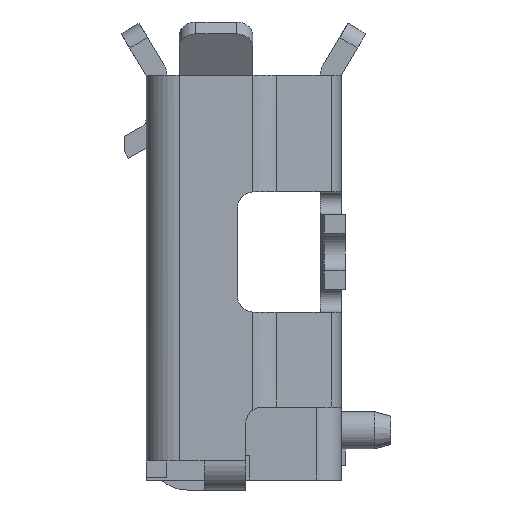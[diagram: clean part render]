
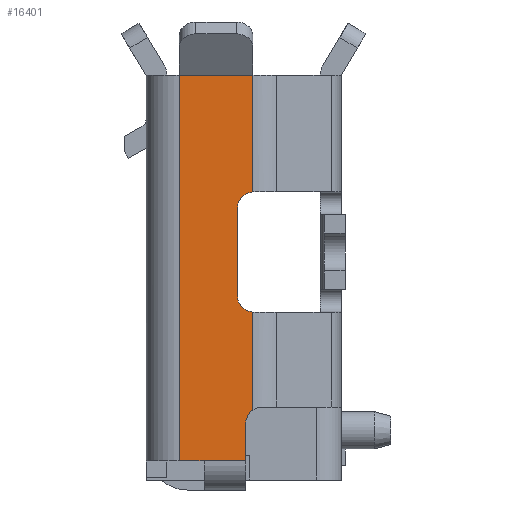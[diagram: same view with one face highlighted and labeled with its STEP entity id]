
A CAD part, left-side view. The second image highlights one B-rep face of the part: STEP entity #16401.
In plain terms, the highlighted planar face has unit normal (-1, 0, 0).
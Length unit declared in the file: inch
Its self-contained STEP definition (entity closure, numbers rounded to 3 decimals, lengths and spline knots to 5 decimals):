
#478 = VERTEX_POINT ( 'NONE', #13101 ) ;
#799 = VECTOR ( 'NONE', #16466, 39.37008 ) ;
#920 = DIRECTION ( 'NONE',  ( 1., 0., 0. ) ) ;
#922 = EDGE_CURVE ( 'NONE', #6078, #7790, #1207, .T. ) ;
#1096 = CARTESIAN_POINT ( 'NONE',  ( -0.14567, 0.04134, -0.01122 ) ) ;
#1112 = LINE ( 'NONE', #2605, #11693 ) ;
#1207 = LINE ( 'NONE', #18403, #15488 ) ;
#1569 = ORIENTED_EDGE ( 'NONE', *, *, #3156, .F. ) ;
#1795 = LINE ( 'NONE', #13671, #799 ) ;
#2054 = CARTESIAN_POINT ( 'NONE',  ( -0.14567, 0.05512, -0.1311 ) ) ;
#2121 = LINE ( 'NONE', #4847, #14228 ) ;
#2410 = ORIENTED_EDGE ( 'NONE', *, *, #16709, .F. ) ;
#2605 = CARTESIAN_POINT ( 'NONE',  ( -0.14567, 0.04528, -0.12224 ) ) ;
#2737 = CARTESIAN_POINT ( 'NONE',  ( -0.14567, 0.04182, 0.05197 ) ) ;
#2873 = ORIENTED_EDGE ( 'NONE', *, *, #13802, .T. ) ;
#3089 = DIRECTION ( 'NONE',  ( 0., 1., 0. ) ) ;
#3156 = EDGE_CURVE ( 'NONE', #10516, #8181, #7802, .T. ) ;
#3307 = VERTEX_POINT ( 'NONE', #16358 ) ;
#3472 = EDGE_CURVE ( 'NONE', #10027, #8181, #1112, .T. ) ;
#3588 = AXIS2_PLACEMENT_3D ( 'NONE', #10458, #10829, #17737 ) ;
#4192 = EDGE_LOOP ( 'NONE', ( #18387, #1569, #17073, #2410, #2873, #13429, #4667, #4846, #12779, #14374, #10971 ) ) ;
#4291 = DIRECTION ( 'NONE',  ( 0., -1., 0. ) ) ;
#4667 = ORIENTED_EDGE ( 'NONE', *, *, #8368, .F. ) ;
#4846 = ORIENTED_EDGE ( 'NONE', *, *, #9804, .F. ) ;
#4847 = CARTESIAN_POINT ( 'NONE',  ( -0.14567, 0.07087, -0.1311 ) ) ;
#5048 = DIRECTION ( 'NONE',  ( 0., 1., 0. ) ) ;
#5145 = CIRCLE ( 'NONE', #7548, 0.00787 ) ;
#5409 = DIRECTION ( 'NONE',  ( 0., 0., 1. ) ) ;
#6029 = EDGE_CURVE ( 'NONE', #478, #10382, #5145, .T. ) ;
#6078 = VERTEX_POINT ( 'NONE', #18389 ) ;
#6274 = CARTESIAN_POINT ( 'NONE',  ( -0.14567, 0.04182, 0.0243 ) ) ;
#6488 = VECTOR ( 'NONE', #14035, 39.37008 ) ;
#6806 = DIRECTION ( 'NONE',  ( 0., 1., 0. ) ) ;
#6871 = CARTESIAN_POINT ( 'NONE',  ( -0.14567, 0.04182, -0.10687 ) ) ;
#7176 = VERTEX_POINT ( 'NONE', #15237 ) ;
#7511 = AXIS2_PLACEMENT_3D ( 'NONE', #7591, #15899, #3089 ) ;
#7548 = AXIS2_PLACEMENT_3D ( 'NONE', #1096, #9441, #6806 ) ;
#7591 = CARTESIAN_POINT ( 'NONE',  ( -0.14567, 0.0374, -0.11339 ) ) ;
#7678 = DIRECTION ( 'NONE',  ( 0., 0., -1. ) ) ;
#7726 = VERTEX_POINT ( 'NONE', #2737 ) ;
#7778 = LINE ( 'NONE', #2054, #16028 ) ;
#7790 = VERTEX_POINT ( 'NONE', #11340 ) ;
#7802 = CIRCLE ( 'NONE', #7511, 0.00787 ) ;
#8181 = VERTEX_POINT ( 'NONE', #9743 ) ;
#8368 = EDGE_CURVE ( 'NONE', #7726, #478, #10667, .T. ) ;
#8883 = EDGE_CURVE ( 'NONE', #9256, #7790, #2121, .T. ) ;
#9256 = VERTEX_POINT ( 'NONE', #17719 ) ;
#9414 = VECTOR ( 'NONE', #7678, 39.37008 ) ;
#9441 = DIRECTION ( 'NONE',  ( -1., 0., 0. ) ) ;
#9569 = AXIS2_PLACEMENT_3D ( 'NONE', #14964, #920, #10661 ) ;
#9660 = EDGE_CURVE ( 'NONE', #10027, #9256, #7778, .T. ) ;
#9743 = CARTESIAN_POINT ( 'NONE',  ( -0.14567, 0.04528, -0.11339 ) ) ;
#9804 = EDGE_CURVE ( 'NONE', #6078, #7726, #11492, .T. ) ;
#10027 = VERTEX_POINT ( 'NONE', #16160 ) ;
#10192 = DIRECTION ( 'NONE',  ( 0., 0., -1. ) ) ;
#10382 = VERTEX_POINT ( 'NONE', #16047 ) ;
#10458 = CARTESIAN_POINT ( 'NONE',  ( -0.14567, 0.04134, -0.05256 ) ) ;
#10516 = VERTEX_POINT ( 'NONE', #6871 ) ;
#10661 = DIRECTION ( 'NONE',  ( 0., 1., 0. ) ) ;
#10667 = LINE ( 'NONE', #6274, #9414 ) ;
#10829 = DIRECTION ( 'NONE',  ( -1., 0., 0. ) ) ;
#10971 = ORIENTED_EDGE ( 'NONE', *, *, #9660, .F. ) ;
#11340 = CARTESIAN_POINT ( 'NONE',  ( -0.14567, 0.07677, -0.1311 ) ) ;
#11492 = LINE ( 'NONE', #15785, #16040 ) ;
#11693 = VECTOR ( 'NONE', #5409, 39.37008 ) ;
#12146 = PLANE ( 'NONE',  #9569 ) ;
#12779 = ORIENTED_EDGE ( 'NONE', *, *, #922, .T. ) ;
#13101 = CARTESIAN_POINT ( 'NONE',  ( -0.14567, 0.04182, -0.00336 ) ) ;
#13429 = ORIENTED_EDGE ( 'NONE', *, *, #6029, .F. ) ;
#13671 = CARTESIAN_POINT ( 'NONE',  ( -0.14567, 0.04921, -0.03189 ) ) ;
#13802 = EDGE_CURVE ( 'NONE', #3307, #10382, #1795, .T. ) ;
#14035 = DIRECTION ( 'NONE',  ( 0., 0., -1. ) ) ;
#14042 = EDGE_CURVE ( 'NONE', #7176, #10516, #17968, .T. ) ;
#14228 = VECTOR ( 'NONE', #14765, 39.37008 ) ;
#14374 = ORIENTED_EDGE ( 'NONE', *, *, #8883, .F. ) ;
#14765 = DIRECTION ( 'NONE',  ( 0., 1., 0. ) ) ;
#14964 = CARTESIAN_POINT ( 'NONE',  ( -0.14567, 0.04182, 0.05197 ) ) ;
#15237 = CARTESIAN_POINT ( 'NONE',  ( -0.14567, 0.04182, -0.06042 ) ) ;
#15488 = VECTOR ( 'NONE', #10192, 39.37008 ) ;
#15785 = CARTESIAN_POINT ( 'NONE',  ( -0.14567, 0.05929, 0.05197 ) ) ;
#15899 = DIRECTION ( 'NONE',  ( -1., 0., 0. ) ) ;
#16028 = VECTOR ( 'NONE', #5048, 39.37008 ) ;
#16040 = VECTOR ( 'NONE', #4291, 39.37008 ) ;
#16047 = CARTESIAN_POINT ( 'NONE',  ( -0.14567, 0.04921, -0.01122 ) ) ;
#16160 = CARTESIAN_POINT ( 'NONE',  ( -0.14567, 0.04528, -0.1311 ) ) ;
#16358 = CARTESIAN_POINT ( 'NONE',  ( -0.14567, 0.04921, -0.05256 ) ) ;
#16385 = CIRCLE ( 'NONE', #3588, 0.00787 ) ;
#16401 = ADVANCED_FACE ( 'NONE', ( #17760 ), #12146, .F. ) ;
#16466 = DIRECTION ( 'NONE',  ( 0., 0., 1. ) ) ;
#16709 = EDGE_CURVE ( 'NONE', #3307, #7176, #16385, .T. ) ;
#17073 = ORIENTED_EDGE ( 'NONE', *, *, #14042, .F. ) ;
#17719 = CARTESIAN_POINT ( 'NONE',  ( -0.14567, 0.06496, -0.1311 ) ) ;
#17737 = DIRECTION ( 'NONE',  ( 0., 1., 0. ) ) ;
#17760 = FACE_OUTER_BOUND ( 'NONE', #4192, .T. ) ;
#17968 = LINE ( 'NONE', #18238, #6488 ) ;
#18238 = CARTESIAN_POINT ( 'NONE',  ( -0.14567, 0.04182, -0.08364 ) ) ;
#18387 = ORIENTED_EDGE ( 'NONE', *, *, #3472, .T. ) ;
#18389 = CARTESIAN_POINT ( 'NONE',  ( -0.14567, 0.07677, 0.05197 ) ) ;
#18403 = CARTESIAN_POINT ( 'NONE',  ( -0.14567, 0.07677, 0.05197 ) ) ;
